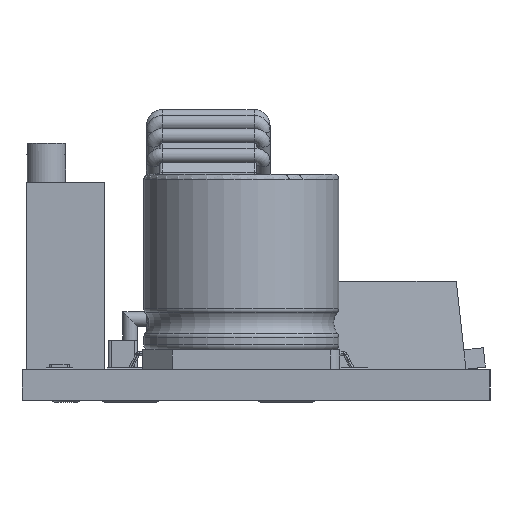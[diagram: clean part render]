
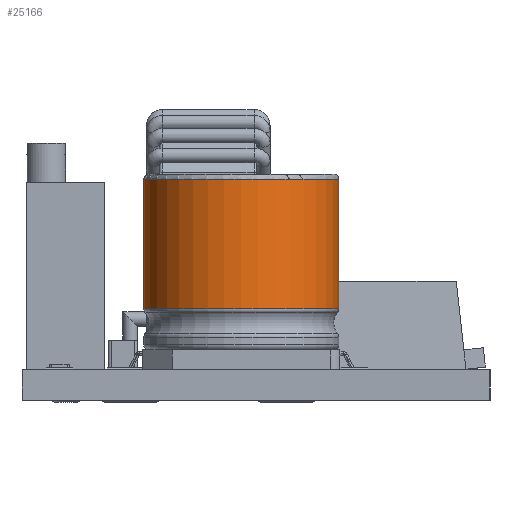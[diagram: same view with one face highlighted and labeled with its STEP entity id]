
A CAD part, left-side view. The second image highlights one B-rep face of the part: STEP entity #25166.
In plain terms, the highlighted cylindrical face has radius 5 mm (diameter 10 mm), a full revolution.
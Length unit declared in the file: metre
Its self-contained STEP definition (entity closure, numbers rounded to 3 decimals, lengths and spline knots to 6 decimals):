
#1878=CIRCLE('',#31537,0.005);
#1880=CIRCLE('',#31540,0.005);
#12087=ORIENTED_EDGE('',*,*,#16846,.T.);
#12088=ORIENTED_EDGE('',*,*,#16844,.F.);
#16844=EDGE_CURVE('',#19559,#19559,#1878,.T.);
#16846=EDGE_CURVE('',#19561,#19561,#1880,.T.);
#19559=VERTEX_POINT('',#46128);
#19561=VERTEX_POINT('',#46133);
#21630=EDGE_LOOP('',(#12087));
#21631=EDGE_LOOP('',(#12088));
#23340=FACE_BOUND('',#21630,.T.);
#23341=FACE_BOUND('',#21631,.T.);
#24160=CYLINDRICAL_SURFACE('',#31539,0.005);
#25166=ADVANCED_FACE('',(#23340,#23341),#24160,.T.);
#31537=AXIS2_PLACEMENT_3D('',#46127,#37201,#37202);
#31539=AXIS2_PLACEMENT_3D('',#46131,#37205,#37206);
#31540=AXIS2_PLACEMENT_3D('',#46132,#37207,#37208);
#37201=DIRECTION('',(0.,0.,1.));
#37202=DIRECTION('',(1.,0.,0.));
#37205=DIRECTION('',(0.,0.,1.));
#37206=DIRECTION('',(1.,0.,0.));
#37207=DIRECTION('',(0.,0.,1.));
#37208=DIRECTION('',(1.,0.,0.));
#46127=CARTESIAN_POINT('',(-0.021908,-0.000261,0.011638));
#46128=CARTESIAN_POINT('',(-0.016908,-0.000261,0.011638));
#46131=CARTESIAN_POINT('',(-0.021908,-0.000261,0.011888));
#46132=CARTESIAN_POINT('',(-0.021908,-0.000261,0.004984));
#46133=CARTESIAN_POINT('',(-0.016908,-0.000261,0.004984));
